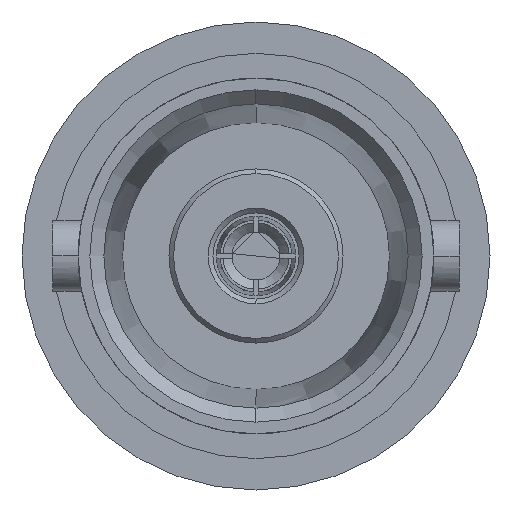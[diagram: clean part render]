
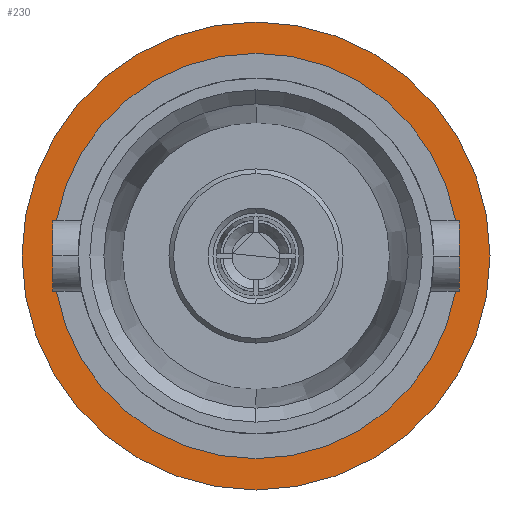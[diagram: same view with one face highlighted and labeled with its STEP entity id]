
A CAD part, left-side view. The second image highlights one B-rep face of the part: STEP entity #230.
In plain terms, the highlighted planar face has unit normal (-1, 0, 0).
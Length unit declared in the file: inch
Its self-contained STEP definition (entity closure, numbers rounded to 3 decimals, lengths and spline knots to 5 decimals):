
#84 = DIRECTION ( 'NONE',  ( 1., 0., 0. ) ) ;
#230 = ADVANCED_FACE ( 'NONE', ( #2587, #814 ), #3463, .T. ) ;
#273 = AXIS2_PLACEMENT_3D ( 'NONE', #2119, #1806, #3294 ) ;
#293 = VERTEX_POINT ( 'NONE', #1102 ) ;
#399 = CIRCLE ( 'NONE', #2873, 0.2165 ) ;
#426 = CARTESIAN_POINT ( 'NONE',  ( 0.858, 0., 0. ) ) ;
#505 = DIRECTION ( 'NONE',  ( 0., 0., 1. ) ) ;
#692 = ORIENTED_EDGE ( 'NONE', *, *, #1360, .F. ) ;
#814 = FACE_OUTER_BOUND ( 'NONE', #2060, .T. ) ;
#890 = DIRECTION ( 'NONE',  ( 1., 0., 0. ) ) ;
#948 = DIRECTION ( 'NONE',  ( 0., 1., 0. ) ) ;
#1102 = CARTESIAN_POINT ( 'NONE',  ( 0.858, -0.2165, 0. ) ) ;
#1139 = CARTESIAN_POINT ( 'NONE',  ( 0.858, 0., 0. ) ) ;
#1282 = DIRECTION ( 'NONE',  ( 0., 1., 0. ) ) ;
#1360 = EDGE_CURVE ( 'NONE', #2150, #1479, #3822, .T. ) ;
#1423 = ORIENTED_EDGE ( 'NONE', *, *, #1492, .F. ) ;
#1479 = VERTEX_POINT ( 'NONE', #1493 ) ;
#1492 = EDGE_CURVE ( 'NONE', #1479, #2150, #2560, .T. ) ;
#1493 = CARTESIAN_POINT ( 'NONE',  ( 0.858, 0.25, 0. ) ) ;
#1512 = CARTESIAN_POINT ( 'NONE',  ( 0.858, 0., 0. ) ) ;
#1598 = EDGE_LOOP ( 'NONE', ( #2427, #2403 ) ) ;
#1719 = DIRECTION ( 'NONE',  ( 0., 1., 0. ) ) ;
#1806 = DIRECTION ( 'NONE',  ( 1., 0., 0. ) ) ;
#1949 = CIRCLE ( 'NONE', #273, 0.2165 ) ;
#1964 = EDGE_CURVE ( 'NONE', #293, #3556, #399, .T. ) ;
#1976 = AXIS2_PLACEMENT_3D ( 'NONE', #3783, #3156, #505 ) ;
#2060 = EDGE_LOOP ( 'NONE', ( #1423, #692 ) ) ;
#2119 = CARTESIAN_POINT ( 'NONE',  ( 0.858, 0., 0. ) ) ;
#2150 = VERTEX_POINT ( 'NONE', #2921 ) ;
#2403 = ORIENTED_EDGE ( 'NONE', *, *, #1964, .T. ) ;
#2427 = ORIENTED_EDGE ( 'NONE', *, *, #2576, .T. ) ;
#2560 = CIRCLE ( 'NONE', #2993, 0.25 ) ;
#2576 = EDGE_CURVE ( 'NONE', #3556, #293, #1949, .T. ) ;
#2587 = FACE_BOUND ( 'NONE', #1598, .T. ) ;
#2652 = AXIS2_PLACEMENT_3D ( 'NONE', #1139, #890, #1719 ) ;
#2683 = DIRECTION ( 'NONE',  ( 1., 0., 0. ) ) ;
#2873 = AXIS2_PLACEMENT_3D ( 'NONE', #426, #84, #1282 ) ;
#2921 = CARTESIAN_POINT ( 'NONE',  ( 0.858, -0.25, 0. ) ) ;
#2993 = AXIS2_PLACEMENT_3D ( 'NONE', #1512, #2683, #948 ) ;
#3156 = DIRECTION ( 'NONE',  ( -1., 0., 0. ) ) ;
#3294 = DIRECTION ( 'NONE',  ( 0., 1., 0. ) ) ;
#3346 = CARTESIAN_POINT ( 'NONE',  ( 0.858, 0.2165, 0. ) ) ;
#3463 = PLANE ( 'NONE',  #1976 ) ;
#3556 = VERTEX_POINT ( 'NONE', #3346 ) ;
#3783 = CARTESIAN_POINT ( 'NONE',  ( 0.858, 0.2165, 0. ) ) ;
#3822 = CIRCLE ( 'NONE', #2652, 0.25 ) ;
